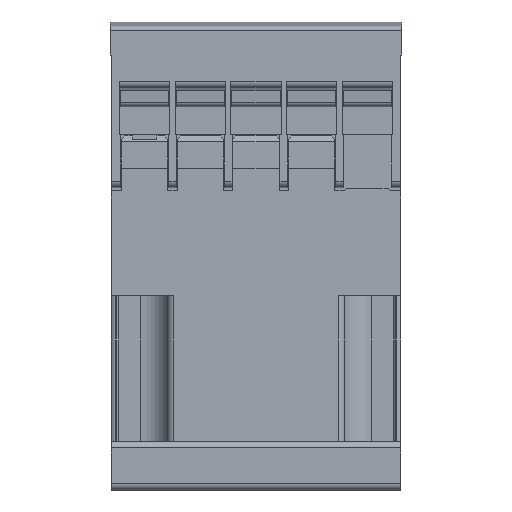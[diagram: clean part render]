
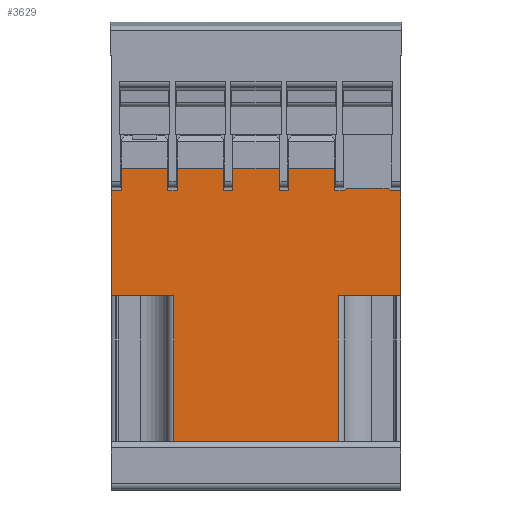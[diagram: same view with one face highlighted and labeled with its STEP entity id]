
A CAD part, front view. The second image highlights one B-rep face of the part: STEP entity #3629.
In plain terms, the highlighted planar face has unit normal (0, -1, 0).
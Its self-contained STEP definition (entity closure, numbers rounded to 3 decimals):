
#3629=ADVANCED_FACE('',(#9512),#9513,.T.);
#6503=VERTEX_POINT('',#12392);
#6507=VERTEX_POINT('',#12396);
#6509=EDGE_CURVE('',#6507,#6503,#12398,.T.);
#6521=VERTEX_POINT('',#12410);
#6525=VERTEX_POINT('',#12414);
#6527=EDGE_CURVE('',#6525,#6521,#12416,.T.);
#6531=VERTEX_POINT('',#12420);
#6535=VERTEX_POINT('',#12424);
#6537=EDGE_CURVE('',#6535,#6531,#12426,.T.);
#6541=VERTEX_POINT('',#12430);
#6545=VERTEX_POINT('',#12434);
#6547=EDGE_CURVE('',#6545,#6541,#12436,.T.);
#6551=VERTEX_POINT('',#12440);
#6555=VERTEX_POINT('',#12444);
#6557=EDGE_CURVE('',#6555,#6551,#12446,.T.);
#6947=VERTEX_POINT('',#12836);
#6949=EDGE_CURVE('',#6503,#6947,#12838,.T.);
#6959=VERTEX_POINT('',#12848);
#6961=EDGE_CURVE('',#6947,#6959,#12850,.T.);
#6999=EDGE_CURVE('',#6959,#6525,#12888,.T.);
#7039=VERTEX_POINT('',#12928);
#7041=EDGE_CURVE('',#6521,#7039,#12930,.T.);
#7157=VERTEX_POINT('',#13046);
#7159=EDGE_CURVE('',#7157,#6535,#13048,.T.);
#7215=VERTEX_POINT('',#13104);
#7217=EDGE_CURVE('',#6541,#7215,#13106,.T.);
#7253=VERTEX_POINT('',#13142);
#7255=EDGE_CURVE('',#6531,#7253,#13144,.T.);
#7337=VERTEX_POINT('',#13226);
#7339=VERTEX_POINT('',#13228);
#7341=EDGE_CURVE('',#7337,#7339,#13230,.T.);
#7417=VERTEX_POINT('',#13306);
#7421=EDGE_CURVE('',#6551,#7417,#13310,.T.);
#7425=VERTEX_POINT('',#13314);
#7427=EDGE_CURVE('',#7425,#6555,#13316,.T.);
#7457=VERTEX_POINT('',#13346);
#7459=EDGE_CURVE('',#7457,#6545,#13348,.T.);
#7491=EDGE_CURVE('',#7157,#7039,#13380,.T.);
#7495=EDGE_CURVE('',#7457,#7253,#13384,.T.);
#7497=EDGE_CURVE('',#7425,#7215,#13386,.T.);
#7527=VERTEX_POINT('',#13416);
#7531=EDGE_CURVE('',#7339,#7527,#13420,.T.);
#7609=VERTEX_POINT('',#13498);
#7613=EDGE_CURVE('',#7527,#7609,#13502,.T.);
#7697=VERTEX_POINT('',#13586);
#7699=EDGE_CURVE('',#7697,#6507,#13588,.T.);
#7793=VERTEX_POINT('',#13682);
#7797=VERTEX_POINT('',#13686);
#7799=EDGE_CURVE('',#7797,#7793,#13688,.T.);
#8037=VERTEX_POINT('',#13926);
#8041=EDGE_CURVE('',#7793,#8037,#13930,.T.);
#8051=EDGE_CURVE('',#8037,#7697,#13940,.T.);
#8091=VERTEX_POINT('',#13980);
#8095=EDGE_CURVE('',#7609,#8091,#13984,.T.);
#8097=EDGE_CURVE('',#8091,#7797,#13986,.T.);
#8099=EDGE_CURVE('',#7337,#7417,#13988,.T.);
#9512=FACE_OUTER_BOUND('',#15391,.T.);
#9513=PLANE('',#15392);
#12392=CARTESIAN_POINT('',(43.3,4.75,46.2));
#12396=CARTESIAN_POINT('',(44.9,4.75,46.2));
#12398=LINE('',#20006,#20007);
#12410=CARTESIAN_POINT('',(34.7,4.75,46.2));
#12414=CARTESIAN_POINT('',(36.1,4.75,46.2));
#12416=LINE('',#20034,#20035);
#12420=CARTESIAN_POINT('',(26.1,4.75,46.2));
#12424=CARTESIAN_POINT('',(27.5,4.75,46.2));
#12426=LINE('',#20050,#20051);
#12430=CARTESIAN_POINT('',(17.5,4.75,46.2));
#12434=CARTESIAN_POINT('',(18.9,4.75,46.2));
#12436=LINE('',#20066,#20067);
#12440=CARTESIAN_POINT('',(8.9,4.75,46.2));
#12444=CARTESIAN_POINT('',(10.3,4.75,46.2));
#12446=LINE('',#20082,#20083);
#12836=CARTESIAN_POINT('',(42.9,4.75,46.6));
#12838=LINE('',#20708,#20709);
#12848=CARTESIAN_POINT('',(36.5,4.75,46.6));
#12850=LINE('',#20728,#20729);
#12888=LINE('',#20788,#20789);
#12928=CARTESIAN_POINT('',(34.7,4.75,49.7));
#12930=LINE('',#20854,#20855);
#13046=CARTESIAN_POINT('',(27.5,4.75,49.7));
#13048=LINE('',#21038,#21039);
#13104=CARTESIAN_POINT('',(17.5,4.75,49.7));
#13106=LINE('',#21128,#21129);
#13142=CARTESIAN_POINT('',(26.1,4.75,49.7));
#13144=LINE('',#21188,#21189);
#13226=CARTESIAN_POINT('',(1.7,4.75,49.7));
#13228=CARTESIAN_POINT('',(1.7,4.75,46.2));
#13230=LINE('',#21322,#21323);
#13306=CARTESIAN_POINT('',(8.9,4.75,49.7));
#13310=LINE('',#21448,#21449);
#13314=CARTESIAN_POINT('',(10.3,4.75,49.7));
#13316=LINE('',#21458,#21459);
#13346=CARTESIAN_POINT('',(18.9,4.75,49.7));
#13348=LINE('',#21508,#21509);
#13380=LINE('',#21560,#21561);
#13384=LINE('',#21568,#21569);
#13386=LINE('',#21572,#21573);
#13416=CARTESIAN_POINT('',(0.1,4.75,46.2));
#13420=LINE('',#21636,#21637);
#13498=CARTESIAN_POINT('',(0.1,4.75,30.0));
#13502=LINE('',#21760,#21761);
#13586=CARTESIAN_POINT('',(44.9,4.75,30.0));
#13588=LINE('',#21916,#21917);
#13682=CARTESIAN_POINT('',(35.177,4.75,7.5));
#13686=CARTESIAN_POINT('',(9.823,4.75,7.5));
#13688=LINE('',#22061,#22062);
#13926=CARTESIAN_POINT('',(35.177,4.75,30.0));
#13930=LINE('',#22430,#22431);
#13940=LINE('',#22447,#22448);
#13980=CARTESIAN_POINT('',(9.823,4.75,30.0));
#13984=LINE('',#22516,#22517);
#13986=LINE('',#22520,#22521);
#13988=LINE('',#22524,#22525);
#15391=EDGE_LOOP('',(#26979,#26980,#26981,#26982,#26983,#26984,#26985,#26986,#26987,#26988,#26989,#26990,#26991,#26992,#26993,#26994,#26995,#26996,#26997,#26998,#26999,#27000,#27001,#27002,#27003,#27004,#27005,#27006));
#15392=AXIS2_PLACEMENT_3D('',#27007,#27008,#27009);
#20006=CARTESIAN_POINT('',(21.7,4.75,46.2));
#20007=VECTOR('',#28161,1.0);
#20034=CARTESIAN_POINT('',(17.4,4.75,46.2));
#20035=VECTOR('',#28166,1.0);
#20050=CARTESIAN_POINT('',(13.1,4.75,46.2));
#20051=VECTOR('',#28169,1.0);
#20066=CARTESIAN_POINT('',(8.8,4.75,46.2));
#20067=VECTOR('',#28172,1.0);
#20082=CARTESIAN_POINT('',(4.5,4.75,46.2));
#20083=VECTOR('',#28175,1.0);
#20708=CARTESIAN_POINT('',(42.6,4.75,46.9));
#20709=VECTOR('',#28292,1.0);
#20728=CARTESIAN_POINT('',(18.3,4.75,46.6));
#20729=VECTOR('',#28296,1.0);
#20788=CARTESIAN_POINT('',(16.8,4.75,26.9));
#20789=VECTOR('',#28307,1.0);
#20854=CARTESIAN_POINT('',(34.7,4.75,29.6));
#20855=VECTOR('',#28319,1.0);
#21038=CARTESIAN_POINT('',(27.5,4.75,25.6));
#21039=VECTOR('',#28352,1.0);
#21128=CARTESIAN_POINT('',(17.5,4.75,29.6));
#21129=VECTOR('',#28368,1.0);
#21188=CARTESIAN_POINT('',(26.1,4.75,29.6));
#21189=VECTOR('',#28379,1.0);
#21322=CARTESIAN_POINT('',(1.7,4.75,25.6));
#21323=VECTOR('',#28403,1.0);
#21448=CARTESIAN_POINT('',(8.9,4.75,29.6));
#21449=VECTOR('',#28426,1.0);
#21458=CARTESIAN_POINT('',(10.3,4.75,25.6));
#21459=VECTOR('',#28428,1.0);
#21508=CARTESIAN_POINT('',(18.9,4.75,25.6));
#21509=VECTOR('',#28437,1.0);
#21560=CARTESIAN_POINT('',(0.1,4.75,49.7));
#21561=VECTOR('',#28447,1.0);
#21568=CARTESIAN_POINT('',(0.1,4.75,49.7));
#21569=VECTOR('',#28449,1.0);
#21572=CARTESIAN_POINT('',(0.1,4.75,49.7));
#21573=VECTOR('',#28450,1.0);
#21636=CARTESIAN_POINT('',(0.1,4.75,46.2));
#21637=VECTOR('',#28465,1.0);
#21760=CARTESIAN_POINT('',(0.1,4.75,49.7));
#21761=VECTOR('',#28496,1.0);
#21916=CARTESIAN_POINT('',(44.9,4.75,49.7));
#21917=VECTOR('',#28531,1.0);
#22061=CARTESIAN_POINT('',(22.5,4.75,7.5));
#22062=VECTOR('',#28576,1.0);
#22430=CARTESIAN_POINT('',(35.177,4.75,5.0));
#22431=VECTOR('',#28712,1.0);
#22447=CARTESIAN_POINT('',(20.745,4.75,30.0));
#22448=VECTOR('',#28718,1.0);
#22516=CARTESIAN_POINT('',(1.855,4.75,30.0));
#22517=VECTOR('',#28743,1.0);
#22520=CARTESIAN_POINT('',(9.823,4.75,17.5));
#22521=VECTOR('',#28744,1.0);
#22524=CARTESIAN_POINT('',(0.1,4.75,49.7));
#22525=VECTOR('',#28745,1.0);
#26979=ORIENTED_EDGE('',*,*,#7531,.T.);
#26980=ORIENTED_EDGE('',*,*,#7613,.T.);
#26981=ORIENTED_EDGE('',*,*,#8095,.T.);
#26982=ORIENTED_EDGE('',*,*,#8097,.T.);
#26983=ORIENTED_EDGE('',*,*,#7799,.T.);
#26984=ORIENTED_EDGE('',*,*,#8041,.T.);
#26985=ORIENTED_EDGE('',*,*,#8051,.T.);
#26986=ORIENTED_EDGE('',*,*,#7699,.T.);
#26987=ORIENTED_EDGE('',*,*,#6509,.T.);
#26988=ORIENTED_EDGE('',*,*,#6949,.T.);
#26989=ORIENTED_EDGE('',*,*,#6961,.T.);
#26990=ORIENTED_EDGE('',*,*,#6999,.T.);
#26991=ORIENTED_EDGE('',*,*,#6527,.T.);
#26992=ORIENTED_EDGE('',*,*,#7041,.T.);
#26993=ORIENTED_EDGE('',*,*,#7491,.F.);
#26994=ORIENTED_EDGE('',*,*,#7159,.T.);
#26995=ORIENTED_EDGE('',*,*,#6537,.T.);
#26996=ORIENTED_EDGE('',*,*,#7255,.T.);
#26997=ORIENTED_EDGE('',*,*,#7495,.F.);
#26998=ORIENTED_EDGE('',*,*,#7459,.T.);
#26999=ORIENTED_EDGE('',*,*,#6547,.T.);
#27000=ORIENTED_EDGE('',*,*,#7217,.T.);
#27001=ORIENTED_EDGE('',*,*,#7497,.F.);
#27002=ORIENTED_EDGE('',*,*,#7427,.T.);
#27003=ORIENTED_EDGE('',*,*,#6557,.T.);
#27004=ORIENTED_EDGE('',*,*,#7421,.T.);
#27005=ORIENTED_EDGE('',*,*,#8099,.F.);
#27006=ORIENTED_EDGE('',*,*,#7341,.T.);
#27007=CARTESIAN_POINT('',(0.1,4.75,5.0));
#27008=DIRECTION('',(0.0,-1.0,0.0));
#27009=DIRECTION('',(0.0,0.0,1.0));
#28161=DIRECTION('',(-1.0,0.0,0.0));
#28166=DIRECTION('',(-1.0,0.0,0.0));
#28169=DIRECTION('',(-1.0,0.0,0.0));
#28172=DIRECTION('',(-1.0,0.0,0.0));
#28175=DIRECTION('',(-1.0,0.0,0.0));
#28292=DIRECTION('',(-0.707,-0.0,0.707));
#28296=DIRECTION('',(-1.0,0.0,0.0));
#28307=DIRECTION('',(-0.707,0.0,-0.707));
#28319=DIRECTION('',(0.0,-0.0,1.0));
#28352=DIRECTION('',(0.0,0.0,-1.0));
#28368=DIRECTION('',(0.0,-0.0,1.0));
#28379=DIRECTION('',(0.0,-0.0,1.0));
#28403=DIRECTION('',(0.0,0.0,-1.0));
#28426=DIRECTION('',(0.0,-0.0,1.0));
#28428=DIRECTION('',(0.0,0.0,-1.0));
#28437=DIRECTION('',(0.0,0.0,-1.0));
#28447=DIRECTION('',(1.0,0.0,0.0));
#28449=DIRECTION('',(1.0,0.0,0.0));
#28450=DIRECTION('',(1.0,0.0,0.0));
#28465=DIRECTION('',(-1.0,0.0,0.0));
#28496=DIRECTION('',(0.0,0.0,-1.0));
#28531=DIRECTION('',(0.0,-0.0,1.0));
#28576=DIRECTION('',(1.0,0.0,0.0));
#28712=DIRECTION('',(0.0,-0.0,1.0));
#28718=DIRECTION('',(1.0,0.0,0.0));
#28743=DIRECTION('',(1.0,0.0,0.0));
#28744=DIRECTION('',(0.0,0.0,-1.0));
#28745=DIRECTION('',(1.0,0.0,0.0));
